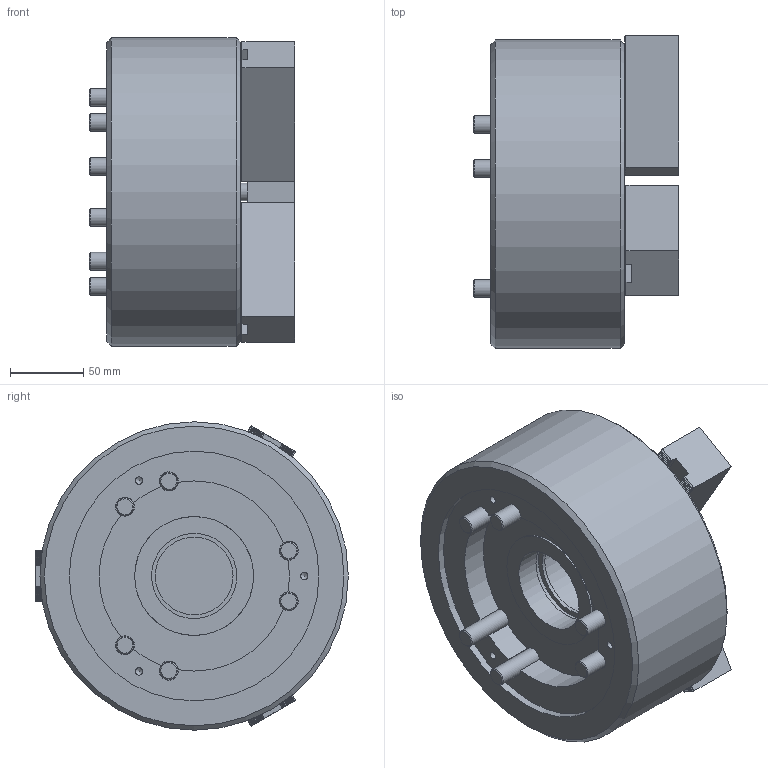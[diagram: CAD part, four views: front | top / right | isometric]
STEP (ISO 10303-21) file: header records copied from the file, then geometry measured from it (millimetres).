
FILE_DESCRIPTION (( 'STEP AP203' ), '1' );
FILE_NAME ('CF-3H-208.STEP', '2018-06-19T08:50:56', ( '' ), ( '' ), 'SwSTEP 2.0', 'SolidWorks 2016', '' );
FILE_SCHEMA (( 'CONFIG_CONTROL_DESIGN' ));
Length unit declared in the file: millimetre
Products named in the file (10): M5x10半圓頭; M12x90; M12x30; CF-3H-208-01010; CF-3H-208; CF-3H-208-02010; CF-3H-208-04010; CF-3H-208-06000; CF-3H-08B-07000; SJ-08
Assembly tree (23 placements, depth 2):
  CF-3H-208
    CF-3H-208-01010
    CF-3H-208-02010
    CF-3H-208-04010
    CF-3H-208-06000
    CF-3H-08B-07000
    SJ-08  x3
    M5x10半圓頭  x3
    M12x90  x6
    M12x30  x6
Bounding box: 140 x 212.92 x 210 mm (x, y, z)
Volume: 2966199.7 mm3; surface area: 371598.6 mm2
Topology: 23 solids, 23 shells, 2018 faces, 5710 edges, 3766 vertices
Faces by surface type: plane 1448, cylinder 485, cone 81, torus 4
Full cylindrical faces by diameter (mm): 4.2 x3, 5 x7, 5.5 x3, 9.5 x3, 10 x3, 12 x12, 13 x12, 18 x12, 19 x6, 20 x6, 53 x1, 58 x1, 60.3 x1, 65.8 x1, 66 x1, 69 x2, 71 x1, 78.8 x1, 79 x1, 81 x2, 93 x2, 170 x1, 210 x1
Entity records: 24030 total; most frequent: CARTESIAN_POINT 4914, ORIENTED_EDGE 3870, DIRECTION 3358, EDGE_CURVE 1935, VECTOR 1400, LINE 1400, VERTEX_POINT 1319, AXIS2_PLACEMENT_3D 979
